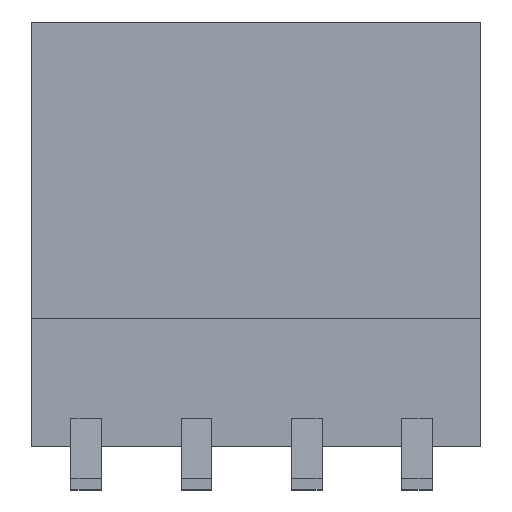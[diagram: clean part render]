
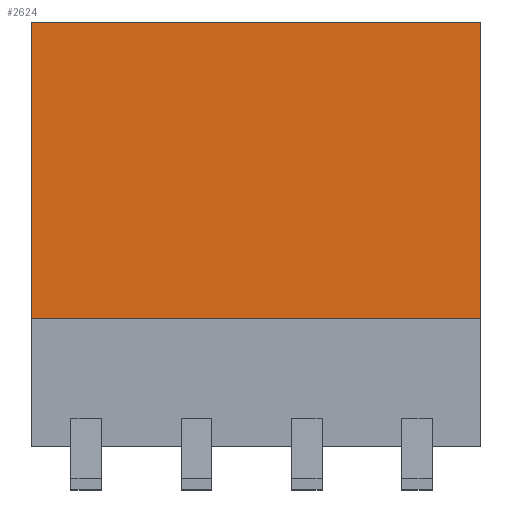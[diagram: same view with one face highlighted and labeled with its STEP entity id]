
A CAD part, left-side view. The second image highlights one B-rep face of the part: STEP entity #2624.
In plain terms, the highlighted planar face has unit normal (-1, 0, 0).
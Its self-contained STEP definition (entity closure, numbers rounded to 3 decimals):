
#2520 = VERTEX_POINT('',#2521);
#2521 = CARTESIAN_POINT('',(-3.5,-5.1,4.017));
#2527 = EDGE_CURVE('',#2528,#2520,#2530,.T.);
#2528 = VERTEX_POINT('',#2529);
#2529 = CARTESIAN_POINT('',(-3.5,5.1,4.017));
#2530 = LINE('',#2531,#2532);
#2531 = CARTESIAN_POINT('',(-3.5,-5.1,4.017));
#2532 = VECTOR('',#2533,1.);
#2533 = DIRECTION('',(0.,-1.,0.));
#2550 = EDGE_CURVE('',#2551,#2528,#2553,.T.);
#2551 = VERTEX_POINT('',#2552);
#2552 = CARTESIAN_POINT('',(-3.5,5.1,10.73));
#2553 = LINE('',#2554,#2555);
#2554 = CARTESIAN_POINT('',(-3.5,5.1,10.73));
#2555 = VECTOR('',#2556,1.);
#2556 = DIRECTION('',(0.,0.,-1.));
#2607 = VERTEX_POINT('',#2608);
#2608 = CARTESIAN_POINT('',(-3.5,-5.1,10.73));
#2614 = EDGE_CURVE('',#2520,#2607,#2615,.T.);
#2615 = LINE('',#2616,#2617);
#2616 = CARTESIAN_POINT('',(-3.5,-5.1,10.73));
#2617 = VECTOR('',#2618,1.);
#2618 = DIRECTION('',(0.,0.,1.));
#2624 = ADVANCED_FACE('',(#2625),#2636,.F.);
#2625 = FACE_BOUND('',#2626,.T.);
#2626 = EDGE_LOOP('',(#2627,#2628,#2629,#2635));
#2627 = ORIENTED_EDGE('',*,*,#2527,.T.);
#2628 = ORIENTED_EDGE('',*,*,#2614,.T.);
#2629 = ORIENTED_EDGE('',*,*,#2630,.F.);
#2630 = EDGE_CURVE('',#2551,#2607,#2631,.T.);
#2631 = LINE('',#2632,#2633);
#2632 = CARTESIAN_POINT('',(-3.5,0.,10.73));
#2633 = VECTOR('',#2634,1.);
#2634 = DIRECTION('',(0.,-1.,0.));
#2635 = ORIENTED_EDGE('',*,*,#2550,.T.);
#2636 = PLANE('',#2637);
#2637 = AXIS2_PLACEMENT_3D('',#2638,#2639,#2640);
#2638 = CARTESIAN_POINT('',(-3.5,-5.1,10.73));
#2639 = DIRECTION('',(1.,0.,0.));
#2640 = DIRECTION('',(0.,1.,0.));
